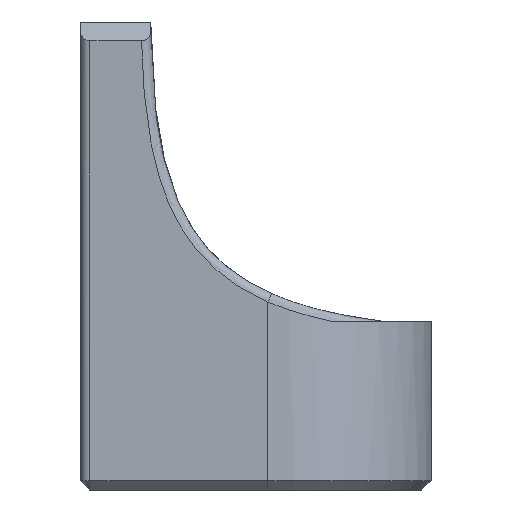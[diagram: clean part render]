
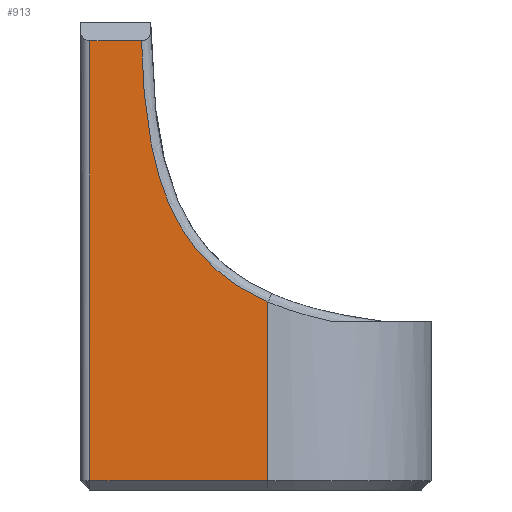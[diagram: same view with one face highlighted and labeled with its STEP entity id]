
A CAD part, left-side view. The second image highlights one B-rep face of the part: STEP entity #913.
In plain terms, the highlighted planar face has unit normal (-1, 0, 0).
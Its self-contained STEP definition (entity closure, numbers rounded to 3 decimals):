
#35=B_SPLINE_CURVE_WITH_KNOTS('',3,(#1728,#1729,#1730,#1731,#1732,#1733,
#1734,#1735,#1736),.UNSPECIFIED.,.F.,.F.,(4,1,1,1,1,1,4),(-3.505,
-3.019,-2.532,-2.046,-1.56,
-1.074,-0.2),.UNSPECIFIED.);
#73=PLANE('',#1009);
#142=FACE_OUTER_BOUND('',#205,.T.);
#205=EDGE_LOOP('',(#827,#828,#829,#830,#831));
#227=LINE('',#1309,#300);
#270=LINE('',#1828,#343);
#271=LINE('',#1830,#344);
#279=LINE('',#1918,#352);
#300=VECTOR('',#1069,10.);
#343=VECTOR('',#1194,10.);
#344=VECTOR('',#1197,10.);
#352=VECTOR('',#1221,10.);
#405=VERTEX_POINT('',#1302);
#407=VERTEX_POINT('',#1308);
#444=VERTEX_POINT('',#1713);
#446=VERTEX_POINT('',#1727);
#451=VERTEX_POINT('',#1826);
#488=EDGE_CURVE('',#407,#405,#227,.T.);
#553=EDGE_CURVE('',#446,#444,#35,.T.);
#564=EDGE_CURVE('',#444,#451,#270,.T.);
#565=EDGE_CURVE('',#451,#407,#271,.T.);
#582=EDGE_CURVE('',#405,#446,#279,.T.);
#827=ORIENTED_EDGE('',*,*,#488,.T.);
#828=ORIENTED_EDGE('',*,*,#582,.T.);
#829=ORIENTED_EDGE('',*,*,#553,.T.);
#830=ORIENTED_EDGE('',*,*,#564,.T.);
#831=ORIENTED_EDGE('',*,*,#565,.T.);
#913=ADVANCED_FACE('',(#142),#73,.F.);
#1009=AXIS2_PLACEMENT_3D('',#2019,#1239,#1240);
#1069=DIRECTION('',(0.,-1.,0.));
#1194=DIRECTION('',(0.,1.,0.));
#1197=DIRECTION('',(0.,0.,-1.));
#1221=DIRECTION('',(0.,0.,1.));
#1239=DIRECTION('center_axis',(1.,0.,0.));
#1240=DIRECTION('ref_axis',(0.,1.,0.));
#1302=CARTESIAN_POINT('',(-17.5,0.,1.));
#1308=CARTESIAN_POINT('',(-17.5,19.,1.));
#1309=CARTESIAN_POINT('',(-17.5,0.625,1.));
#1713=CARTESIAN_POINT('',(-17.5,13.482,48.));
#1727=CARTESIAN_POINT('',(-17.5,0.,20.081));
#1728=CARTESIAN_POINT('Ctrl Pts',(-17.5,0.,20.081));
#1729=CARTESIAN_POINT('Ctrl Pts',(-17.5,1.484,20.734));
#1730=CARTESIAN_POINT('Ctrl Pts',(-17.5,4.34,22.309));
#1731=CARTESIAN_POINT('Ctrl Pts',(-17.5,7.914,25.677));
#1732=CARTESIAN_POINT('Ctrl Pts',(-17.5,10.436,29.881));
#1733=CARTESIAN_POINT('Ctrl Pts',(-17.5,12.01,34.501));
#1734=CARTESIAN_POINT('Ctrl Pts',(-17.5,13.155,40.554));
#1735=CARTESIAN_POINT('Ctrl Pts',(-17.5,13.429,45.089));
#1736=CARTESIAN_POINT('Ctrl Pts',(-17.5,13.482,48.));
#1826=CARTESIAN_POINT('',(-17.5,19.,48.));
#1828=CARTESIAN_POINT('',(-17.5,0.625,48.));
#1830=CARTESIAN_POINT('',(-17.5,19.,0.));
#1918=CARTESIAN_POINT('',(-17.5,0.,0.));
#2019=CARTESIAN_POINT('Origin',(-17.5,0.,0.));
